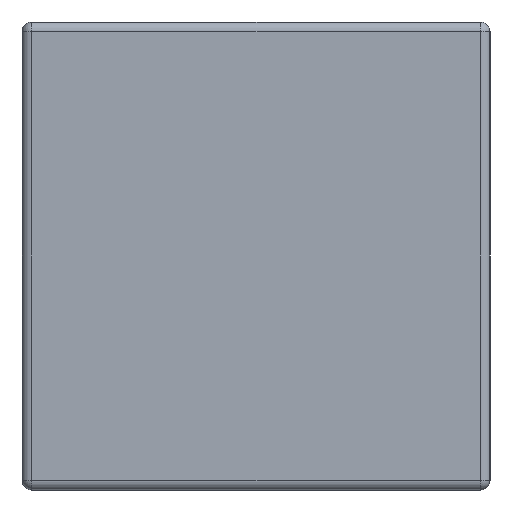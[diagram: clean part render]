
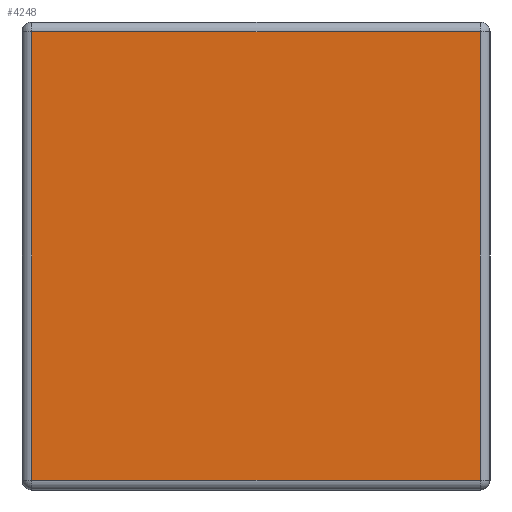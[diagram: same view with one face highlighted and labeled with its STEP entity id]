
A CAD part, left-side view. The second image highlights one B-rep face of the part: STEP entity #4248.
In plain terms, the highlighted planar face has unit normal (-1, 0, 0).
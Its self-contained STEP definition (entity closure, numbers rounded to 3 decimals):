
#68 = EDGE_CURVE ( 'NONE', #472, #1212, #4631, .T. ) ;
#146 = ORIENTED_EDGE ( 'NONE', *, *, #234, .T. ) ;
#234 = EDGE_CURVE ( 'NONE', #3622, #539, #411, .T. ) ;
#298 = DIRECTION ( 'NONE',  ( 0., -1., 0. ) ) ;
#411 = LINE ( 'NONE', #1316, #1173 ) ;
#472 = VERTEX_POINT ( 'NONE', #834 ) ;
#539 = VERTEX_POINT ( 'NONE', #1508 ) ;
#719 = EDGE_CURVE ( 'NONE', #1212, #3622, #4573, .T. ) ;
#786 = CARTESIAN_POINT ( 'NONE',  ( 0., 0., 0. ) ) ;
#834 = CARTESIAN_POINT ( 'NONE',  ( 0., 0.685, -0.685 ) ) ;
#923 = CARTESIAN_POINT ( 'NONE',  ( 0., 0.015, 0. ) ) ;
#930 = ORIENTED_EDGE ( 'NONE', *, *, #68, .T. ) ;
#976 = DIRECTION ( 'NONE',  ( 0., 0., 1. ) ) ;
#1013 = CARTESIAN_POINT ( 'NONE',  ( 0., 0.015, -0.685 ) ) ;
#1173 = VECTOR ( 'NONE', #4478, 1000. ) ;
#1212 = VERTEX_POINT ( 'NONE', #1013 ) ;
#1316 = CARTESIAN_POINT ( 'NONE',  ( 0., 0.7, -0.015 ) ) ;
#1462 = DIRECTION ( 'NONE',  ( -1., 0., 0. ) ) ;
#1508 = CARTESIAN_POINT ( 'NONE',  ( 0., 0.685, -0.015 ) ) ;
#1556 = LINE ( 'NONE', #1896, #2357 ) ;
#1809 = EDGE_LOOP ( 'NONE', ( #930, #3558, #146, #4337 ) ) ;
#1896 = CARTESIAN_POINT ( 'NONE',  ( 0., 0.685, -0.7 ) ) ;
#1901 = CARTESIAN_POINT ( 'NONE',  ( 0., 0.015, -0.015 ) ) ;
#2062 = CARTESIAN_POINT ( 'NONE',  ( 0., 0., -0.685 ) ) ;
#2194 = FACE_OUTER_BOUND ( 'NONE', #1809, .T. ) ;
#2357 = VECTOR ( 'NONE', #3294, 1000. ) ;
#2847 = PLANE ( 'NONE',  #2979 ) ;
#2979 = AXIS2_PLACEMENT_3D ( 'NONE', #786, #1462, #3606 ) ;
#3089 = EDGE_CURVE ( 'NONE', #539, #472, #1556, .T. ) ;
#3294 = DIRECTION ( 'NONE',  ( 0., 0., -1. ) ) ;
#3558 = ORIENTED_EDGE ( 'NONE', *, *, #719, .T. ) ;
#3606 = DIRECTION ( 'NONE',  ( 0., 0., 1. ) ) ;
#3622 = VERTEX_POINT ( 'NONE', #1901 ) ;
#3633 = VECTOR ( 'NONE', #298, 1000. ) ;
#4248 = ADVANCED_FACE ( 'NONE', ( #2194 ), #2847, .T. ) ;
#4334 = VECTOR ( 'NONE', #976, 1000. ) ;
#4337 = ORIENTED_EDGE ( 'NONE', *, *, #3089, .T. ) ;
#4478 = DIRECTION ( 'NONE',  ( 0., 1., 0. ) ) ;
#4573 = LINE ( 'NONE', #923, #4334 ) ;
#4631 = LINE ( 'NONE', #2062, #3633 ) ;
